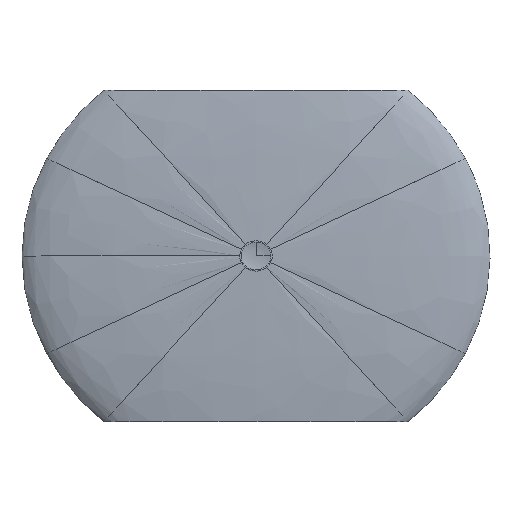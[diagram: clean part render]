
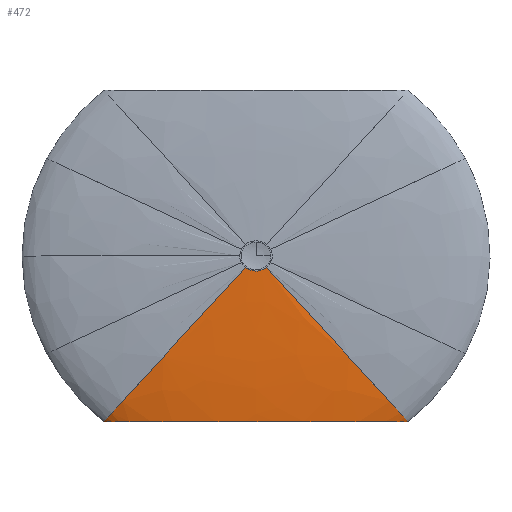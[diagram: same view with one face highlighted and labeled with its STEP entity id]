
A CAD part, top view. The second image highlights one B-rep face of the part: STEP entity #472.
In plain terms, the highlighted free-form (B-spline) face has degree [5, 2] with [10, 3] control points.
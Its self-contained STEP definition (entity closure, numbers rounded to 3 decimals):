
#20=(
BOUNDED_SURFACE()
B_SPLINE_SURFACE(5,2,((#912,#913,#914),(#915,#916,#917),(#918,#919,#920),
(#921,#922,#923),(#924,#925,#926),(#927,#928,#929),(#930,#931,#932),(#933,
#934,#935),(#936,#937,#938),(#939,#940,#941)),.UNSPECIFIED.,.F.,.F.,.F.)
B_SPLINE_SURFACE_WITH_KNOTS((6,1,1,1,1,6),(3,3),(0.,0.2,0.4,0.6,0.8,1.),
(0.,1.417),.UNSPECIFIED.)
GEOMETRIC_REPRESENTATION_ITEM()
RATIONAL_B_SPLINE_SURFACE(((1.,0.759,1.),(1.,0.759,
1.),(1.,0.759,1.),(1.,0.759,1.),(1.,0.759,
1.),(1.,0.759,1.),(1.,0.759,1.),(1.,0.759,
1.),(1.,0.759,1.),(1.,0.759,1.)))
REPRESENTATION_ITEM('')
SURFACE()
);
#43=B_SPLINE_CURVE_WITH_KNOTS('',3,(#705,#706,#707,#708,#709,#710,#711,
#712,#713,#714,#715,#716,#717,#718,#719,#720),.UNSPECIFIED.,.F.,.F.,(4,
3,3,3,3,4),(-0.258,-0.222,-0.154,-0.077,
-0.029,0.),.UNSPECIFIED.);
#52=B_SPLINE_CURVE_WITH_KNOTS('',5,(#902,#903,#904,#905,#906,#907,#908,
#909,#910,#911),.UNSPECIFIED.,.F.,.F.,(6,1,1,1,1,6),(0.048,
0.2,0.4,0.6,0.8,1.),.UNSPECIFIED.);
#53=B_SPLINE_CURVE_WITH_KNOTS('',3,(#943,#944,#945,#946),.UNSPECIFIED.,
 .F.,.F.,(4,4),(0.,0.019),.UNSPECIFIED.);
#54=B_SPLINE_CURVE_WITH_KNOTS('',5,(#947,#948,#949,#950,#951,#952,#953,
#954,#955,#956),.UNSPECIFIED.,.F.,.F.,(6,1,1,1,1,6),(0.048,
0.2,0.4,0.6,0.8,1.),.UNSPECIFIED.);
#96=FACE_OUTER_BOUND('',#125,.T.);
#125=EDGE_LOOP('',(#353,#354,#355,#356));
#181=VERTEX_POINT('',#598);
#192=VERTEX_POINT('',#620);
#207=VERTEX_POINT('',#897);
#208=VERTEX_POINT('',#942);
#256=EDGE_CURVE('',#192,#181,#43,.T.);
#265=EDGE_CURVE('',#207,#192,#52,.T.);
#266=EDGE_CURVE('',#207,#208,#53,.T.);
#267=EDGE_CURVE('',#208,#181,#54,.T.);
#353=ORIENTED_EDGE('',*,*,#266,.F.);
#354=ORIENTED_EDGE('',*,*,#265,.T.);
#355=ORIENTED_EDGE('',*,*,#256,.T.);
#356=ORIENTED_EDGE('',*,*,#267,.F.);
#472=ADVANCED_FACE('',(#96),#20,.T.);
#598=CARTESIAN_POINT('',(1.735,-1.85,0.));
#620=CARTESIAN_POINT('',(-1.667,-1.85,0.));
#705=CARTESIAN_POINT('Ctrl Pts',(-1.667,-1.85,0.));
#706=CARTESIAN_POINT('Ctrl Pts',(-1.555,-1.85,0.084));
#707=CARTESIAN_POINT('Ctrl Pts',(-1.371,-1.85,0.1));
#708=CARTESIAN_POINT('Ctrl Pts',(-1.212,-1.85,0.12));
#709=CARTESIAN_POINT('Ctrl Pts',(-0.908,-1.85,0.157));
#710=CARTESIAN_POINT('Ctrl Pts',(-0.605,-1.85,0.167));
#711=CARTESIAN_POINT('Ctrl Pts',(-0.301,-1.85,0.173));
#712=CARTESIAN_POINT('Ctrl Pts',(0.043,-1.85,0.18));
#713=CARTESIAN_POINT('Ctrl Pts',(0.382,-1.85,0.177));
#714=CARTESIAN_POINT('Ctrl Pts',(0.721,-1.85,0.162));
#715=CARTESIAN_POINT('Ctrl Pts',(0.931,-1.85,0.153));
#716=CARTESIAN_POINT('Ctrl Pts',(1.146,-1.85,0.141));
#717=CARTESIAN_POINT('Ctrl Pts',(1.367,-1.85,0.108));
#718=CARTESIAN_POINT('Ctrl Pts',(1.502,-1.85,0.088));
#719=CARTESIAN_POINT('Ctrl Pts',(1.643,-1.85,0.069));
#720=CARTESIAN_POINT('Ctrl Pts',(1.735,-1.85,0.));
#897=CARTESIAN_POINT('',(-0.081,-0.125,0.253));
#902=CARTESIAN_POINT('Ctrl Pts',(-0.081,-0.125,
0.253));
#903=CARTESIAN_POINT('Ctrl Pts',(-0.154,-0.204,
0.252));
#904=CARTESIAN_POINT('Ctrl Pts',(-0.321,-0.385,0.249));
#905=CARTESIAN_POINT('Ctrl Pts',(-0.573,-0.66,
0.241));
#906=CARTESIAN_POINT('Ctrl Pts',(-0.897,-1.012,0.224));
#907=CARTESIAN_POINT('Ctrl Pts',(-1.258,-1.405,0.187));
#908=CARTESIAN_POINT('Ctrl Pts',(-1.491,-1.659,0.134));
#909=CARTESIAN_POINT('Ctrl Pts',(-1.606,-1.784,0.075));
#910=CARTESIAN_POINT('Ctrl Pts',(-1.652,-1.833,0.027));
#911=CARTESIAN_POINT('Ctrl Pts',(-1.667,-1.85,0.));
#912=CARTESIAN_POINT('Ctrl Pts',(0.034,0.,
0.255));
#913=CARTESIAN_POINT('Ctrl Pts',(0.034,0.,
0.255));
#914=CARTESIAN_POINT('Ctrl Pts',(0.034,0.,
0.255));
#915=CARTESIAN_POINT('Ctrl Pts',(-0.064,-0.106,
0.254));
#916=CARTESIAN_POINT('Ctrl Pts',(0.034,-0.184,
0.253));
#917=CARTESIAN_POINT('Ctrl Pts',(0.131,-0.106,0.254));
#918=CARTESIAN_POINT('Ctrl Pts',(-0.255,-0.314,0.251));
#919=CARTESIAN_POINT('Ctrl Pts',(0.034,-0.544,
0.251));
#920=CARTESIAN_POINT('Ctrl Pts',(0.322,-0.314,0.251));
#921=CARTESIAN_POINT('Ctrl Pts',(-0.532,-0.615,
0.243));
#922=CARTESIAN_POINT('Ctrl Pts',(0.034,-1.066,0.243));
#923=CARTESIAN_POINT('Ctrl Pts',(0.599,-0.615,0.243));
#924=CARTESIAN_POINT('Ctrl Pts',(-0.879,-0.992,0.226));
#925=CARTESIAN_POINT('Ctrl Pts',(0.034,-1.72,0.226));
#926=CARTESIAN_POINT('Ctrl Pts',(0.946,-0.992,0.226));
#927=CARTESIAN_POINT('Ctrl Pts',(-1.258,-1.405,0.187));
#928=CARTESIAN_POINT('Ctrl Pts',(0.034,-2.436,0.187));
#929=CARTESIAN_POINT('Ctrl Pts',(1.326,-1.405,0.187));
#930=CARTESIAN_POINT('Ctrl Pts',(-1.491,-1.659,0.134));
#931=CARTESIAN_POINT('Ctrl Pts',(0.034,-2.875,0.134));
#932=CARTESIAN_POINT('Ctrl Pts',(1.559,-1.659,0.134));
#933=CARTESIAN_POINT('Ctrl Pts',(-1.606,-1.784,0.075));
#934=CARTESIAN_POINT('Ctrl Pts',(0.034,-3.092,0.075));
#935=CARTESIAN_POINT('Ctrl Pts',(1.673,-1.784,0.075));
#936=CARTESIAN_POINT('Ctrl Pts',(-1.652,-1.833,0.027));
#937=CARTESIAN_POINT('Ctrl Pts',(0.034,-3.179,0.027));
#938=CARTESIAN_POINT('Ctrl Pts',(1.719,-1.833,0.027));
#939=CARTESIAN_POINT('Ctrl Pts',(-1.667,-1.85,0.));
#940=CARTESIAN_POINT('Ctrl Pts',(0.034,-3.207,0.));
#941=CARTESIAN_POINT('Ctrl Pts',(1.735,-1.85,0.));
#942=CARTESIAN_POINT('',(0.149,-0.125,0.253));
#943=CARTESIAN_POINT('Ctrl Pts',(-0.081,-0.125,
0.253));
#944=CARTESIAN_POINT('Ctrl Pts',(-0.018,-0.175,
0.253));
#945=CARTESIAN_POINT('Ctrl Pts',(0.085,-0.175,
0.253));
#946=CARTESIAN_POINT('Ctrl Pts',(0.149,-0.125,0.253));
#947=CARTESIAN_POINT('Ctrl Pts',(0.149,-0.125,0.253));
#948=CARTESIAN_POINT('Ctrl Pts',(0.222,-0.204,0.252));
#949=CARTESIAN_POINT('Ctrl Pts',(0.388,-0.385,0.249));
#950=CARTESIAN_POINT('Ctrl Pts',(0.64,-0.66,0.241));
#951=CARTESIAN_POINT('Ctrl Pts',(0.964,-1.012,0.224));
#952=CARTESIAN_POINT('Ctrl Pts',(1.326,-1.405,0.187));
#953=CARTESIAN_POINT('Ctrl Pts',(1.559,-1.659,0.134));
#954=CARTESIAN_POINT('Ctrl Pts',(1.673,-1.784,0.075));
#955=CARTESIAN_POINT('Ctrl Pts',(1.719,-1.833,0.027));
#956=CARTESIAN_POINT('Ctrl Pts',(1.735,-1.85,0.));
